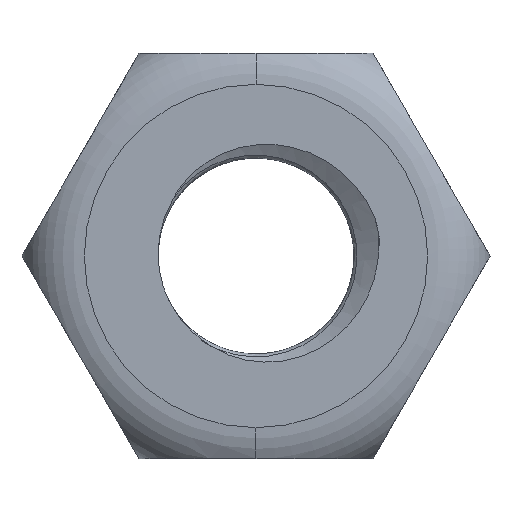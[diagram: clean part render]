
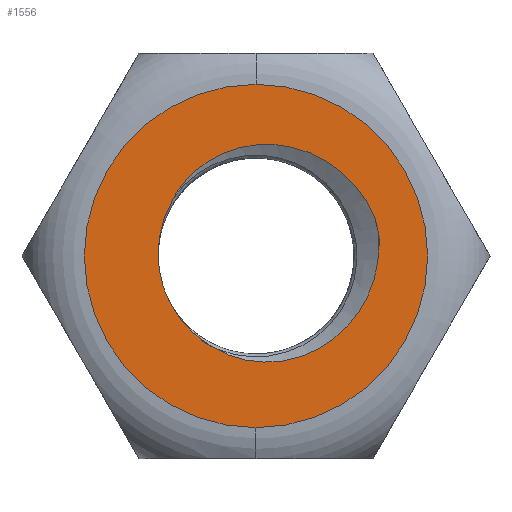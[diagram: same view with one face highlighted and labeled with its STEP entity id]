
A CAD part, left-side view. The second image highlights one B-rep face of the part: STEP entity #1556.
In plain terms, the highlighted planar face has unit normal (-1, 0, 0).
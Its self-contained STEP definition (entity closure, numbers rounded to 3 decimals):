
#1=CARTESIAN_POINT('',(0.,0.,0.));
#2=DIRECTION('',(1.,0.,0.));
#3=DIRECTION('',(0.,0.,-1.));
#4=AXIS2_PLACEMENT_3D('',#1,#2,#3);
#6=CARTESIAN_POINT('',(0.,0.,0.));
#7=DIRECTION('',(1.,0.,0.));
#8=DIRECTION('',(0.,0.,1.));
#9=AXIS2_PLACEMENT_3D('',#6,#7,#8);
#11=CARTESIAN_POINT('',(0.,0.,0.));
#12=DIRECTION('',(1.,0.,0.));
#13=DIRECTION('',(0.,-0.952,0.305));
#14=AXIS2_PLACEMENT_3D('',#11,#12,#13);
#655=CARTESIAN_POINT('',(0.,-3.809,1.22));
#656=CARTESIAN_POINT('',(0.,-3.729,1.413));
#657=CARTESIAN_POINT('',(0.,-3.541,1.779));
#658=CARTESIAN_POINT('',(0.,-3.179,2.274));
#659=CARTESIAN_POINT('',(0.,-2.748,2.703));
#660=CARTESIAN_POINT('',(0.,-2.26,3.056));
#661=CARTESIAN_POINT('',(0.,-1.731,3.323));
#662=CARTESIAN_POINT('',(0.,-1.168,3.503));
#663=CARTESIAN_POINT('',(0.,-0.594,3.589));
#664=CARTESIAN_POINT('',(0.,-0.018,3.583));
#665=CARTESIAN_POINT('',(0.,0.544,3.485));
#666=CARTESIAN_POINT('',(0.,1.074,3.302));
#667=CARTESIAN_POINT('',(0.,1.564,3.038));
#668=CARTESIAN_POINT('',(0.,1.997,2.703));
#669=CARTESIAN_POINT('',(0.,2.367,2.306));
#670=CARTESIAN_POINT('',(0.,2.563,2.012));
#671=CARTESIAN_POINT('',(0.,2.65,1.856));
#940=CARTESIAN_POINT('',(0.,1.379,-2.926));
#941=CARTESIAN_POINT('',(0.,1.222,-3.022));
#942=CARTESIAN_POINT('',(0.,0.894,-3.185));
#943=CARTESIAN_POINT('',(0.,0.352,-3.348));
#944=CARTESIAN_POINT('',(0.,-0.216,-3.418));
#945=CARTESIAN_POINT('',(0.,-0.79,-3.391));
#946=CARTESIAN_POINT('',(0.,-1.361,-3.267));
#947=CARTESIAN_POINT('',(0.,-1.916,-3.045));
#948=CARTESIAN_POINT('',(0.,-2.437,-2.725));
#949=CARTESIAN_POINT('',(0.,-2.892,-2.325));
#950=CARTESIAN_POINT('',(0.,-3.258,-1.88));
#951=CARTESIAN_POINT('',(0.,-3.546,-1.399));
#952=CARTESIAN_POINT('',(0.,-3.761,-0.88));
#953=CARTESIAN_POINT('',(0.,-3.901,-0.323));
#954=CARTESIAN_POINT('',(0.,-3.956,0.259));
#955=CARTESIAN_POINT('',(0.,-3.936,0.64));
#956=CARTESIAN_POINT('',(0.,-3.913,0.832));
#1066=CARTESIAN_POINT('',(0.,2.65,1.856));
#1067=CARTESIAN_POINT('',(0.,2.695,1.773));
#1068=CARTESIAN_POINT('',(0.,2.783,1.606));
#1069=CARTESIAN_POINT('',(0.,2.897,1.345));
#1070=CARTESIAN_POINT('',(0.,2.99,1.081));
#1071=CARTESIAN_POINT('',(0.,3.061,0.813));
#1072=CARTESIAN_POINT('',(0.,3.114,0.529));
#1073=CARTESIAN_POINT('',(0.,3.144,0.216));
#1074=CARTESIAN_POINT('',(0.,3.143,-0.144));
#1075=CARTESIAN_POINT('',(0.,3.097,-0.543));
#1076=CARTESIAN_POINT('',(0.,2.997,-0.949));
#1077=CARTESIAN_POINT('',(0.,2.85,-1.333));
#1078=CARTESIAN_POINT('',(0.,2.672,-1.667));
#1079=CARTESIAN_POINT('',(0.,2.487,-1.944));
#1080=CARTESIAN_POINT('',(0.,2.296,-2.179));
#1081=CARTESIAN_POINT('',(0.,2.093,-2.39));
#1082=CARTESIAN_POINT('',(0.,1.871,-2.586));
#1083=CARTESIAN_POINT('',(0.,1.631,-2.767));
#1084=CARTESIAN_POINT('',(0.,1.464,-2.874));
#1085=CARTESIAN_POINT('',(0.,1.379,-2.926));
#1489=CARTESIAN_POINT('',(0.,0.,-5.506));
#1490=CARTESIAN_POINT('',(0.,0.,5.506));
#1491=VERTEX_POINT('',#1489);
#1492=VERTEX_POINT('',#1490);
#1527=VERTEX_POINT('',#655);
#1528=VERTEX_POINT('',#671);
#1529=VERTEX_POINT('',#1085);
#1530=VERTEX_POINT('',#956);
#1535=CARTESIAN_POINT('',(0.,0.,0.));
#1536=DIRECTION('',(1.,0.,0.));
#1537=DIRECTION('',(0.,0.,-1.));
#1538=AXIS2_PLACEMENT_3D('',#1535,#1536,#1537);
#1539=PLANE('',#1538);
#1541=ORIENTED_EDGE('',*,*,#1540,.T.);
#1543=ORIENTED_EDGE('',*,*,#1542,.T.);
#1544=EDGE_LOOP('',(#1541,#1543));
#1545=FACE_OUTER_BOUND('',#1544,.F.);
#1547=ORIENTED_EDGE('',*,*,#1546,.F.);
#1549=ORIENTED_EDGE('',*,*,#1548,.T.);
#1551=ORIENTED_EDGE('',*,*,#1550,.T.);
#1553=ORIENTED_EDGE('',*,*,#1552,.T.);
#1554=EDGE_LOOP('',(#1547,#1549,#1551,#1553));
#1555=FACE_BOUND('',#1554,.F.);
#1556=ADVANCED_FACE('',(#1545,#1555),#1539,.F.);
#5=CIRCLE('',#4,5.506);
#10=CIRCLE('',#9,5.506);
#15=CIRCLE('',#14,4.);
#672=B_SPLINE_CURVE_WITH_KNOTS('',3,(#655,#656,#657,#658,#659,#660,#661,#662,
#663,#664,#665,#666,#667,#668,#669,#670,#671),.UNSPECIFIED.,.F.,.F.,(4,1,1,1,1,
1,1,1,1,1,1,1,1,1,4),(0.,0.071,0.143,
0.214,0.286,0.357,0.429,0.5,
0.571,0.643,0.714,0.786,
0.857,0.929,1.),.UNSPECIFIED.);
#957=B_SPLINE_CURVE_WITH_KNOTS('',3,(#940,#941,#942,#943,#944,#945,#946,#947,
#948,#949,#950,#951,#952,#953,#954,#955,#956),.UNSPECIFIED.,.F.,.F.,(4,1,1,1,1,
1,1,1,1,1,1,1,1,1,4),(0.,0.071,0.143,
0.214,0.286,0.357,0.429,0.5,
0.571,0.643,0.714,0.786,
0.857,0.929,1.),.UNSPECIFIED.);
#1086=B_SPLINE_CURVE_WITH_KNOTS('',3,(#1066,#1067,#1068,#1069,#1070,#1071,#1072,
#1073,#1074,#1075,#1076,#1077,#1078,#1079,#1080,#1081,#1082,#1083,#1084,#1085),
.UNSPECIFIED.,.F.,.F.,(4,1,1,1,1,1,1,1,1,1,1,1,1,1,1,1,1,4),(0.,
0.059,0.118,0.176,0.235,
0.294,0.353,0.412,0.471,
0.529,0.588,0.647,0.706,
0.765,0.824,0.882,0.941,1.),
.UNSPECIFIED.);
#1540=EDGE_CURVE('',#1491,#1492,#5,.T.);
#1542=EDGE_CURVE('',#1492,#1491,#10,.T.);
#1546=EDGE_CURVE('',#1527,#1530,#15,.T.);
#1548=EDGE_CURVE('',#1527,#1528,#672,.T.);
#1550=EDGE_CURVE('',#1528,#1529,#1086,.T.);
#1552=EDGE_CURVE('',#1529,#1530,#957,.T.);
